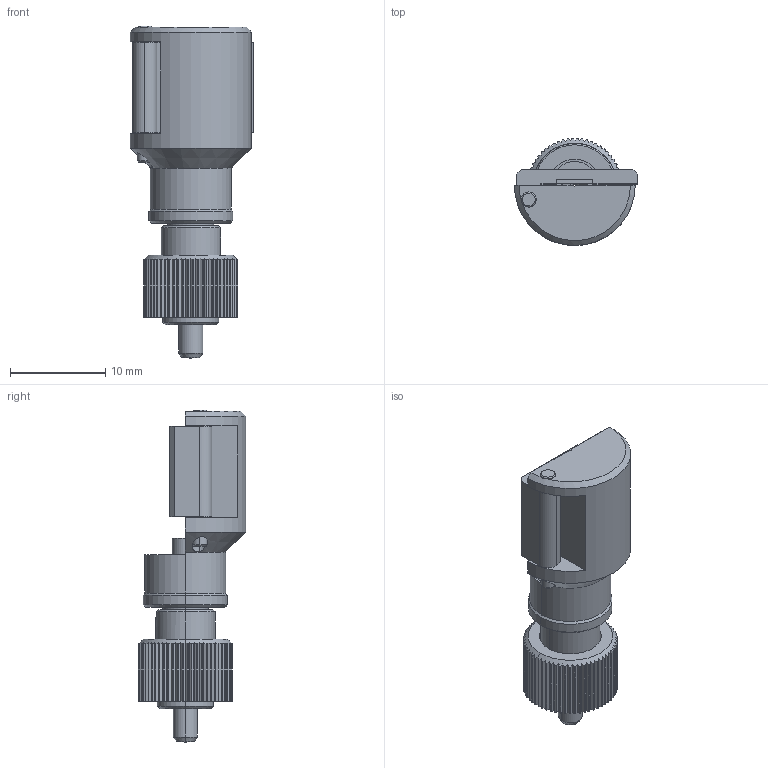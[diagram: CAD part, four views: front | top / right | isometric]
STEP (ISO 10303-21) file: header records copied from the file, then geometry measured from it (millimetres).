
FILE_DESCRIPTION (( 'STEP AP203' ), '1' );
FILE_NAME ('40000263A.STEP', '2019-12-05T16:43:49', ( '' ), ( '' ), 'SwSTEP 2.0', 'SolidWorks 2015', '' );
FILE_SCHEMA (( 'CONFIG_CONTROL_DESIGN' ));
Length unit declared in the file: inch
Products named in the file (1): 40000263A
Bounding box: 12.95 x 11.3 x 34.87 mm (x, y, z)
Volume: 1793.7 mm3; surface area: 3161.2 mm2
Topology: 11 solids, 11 shells, 380 faces, 1002 edges, 654 vertices
Faces by surface type: plane 198, cylinder 140, cone 36, torus 4, sphere 2
Entity records: 12069 total; most frequent: CARTESIAN_POINT 2522, ORIENTED_EDGE 2004, DIRECTION 1956, EDGE_CURVE 1002, AXIS2_PLACEMENT_3D 710, VERTEX_POINT 654, VECTOR 536, LINE 536
